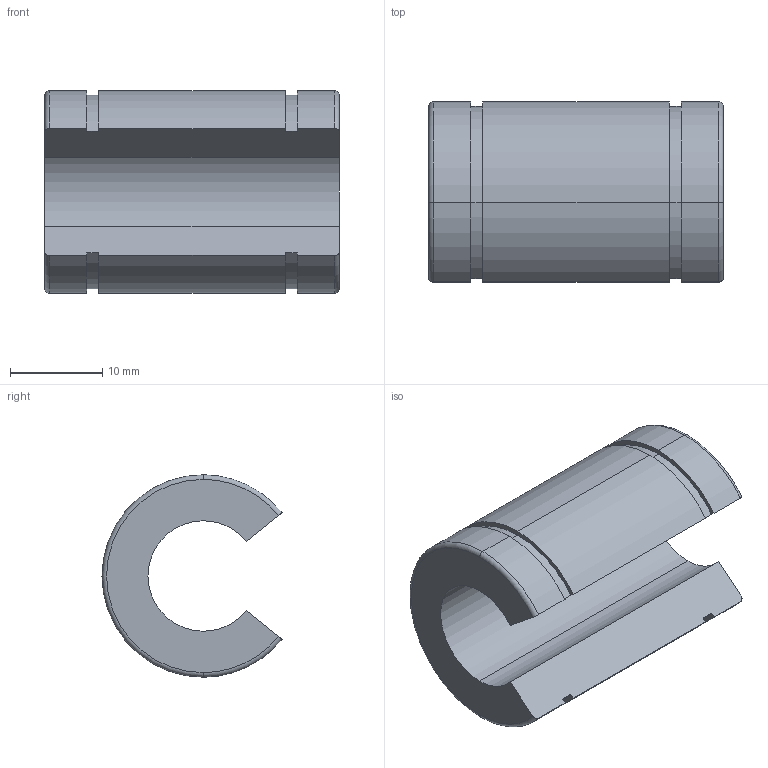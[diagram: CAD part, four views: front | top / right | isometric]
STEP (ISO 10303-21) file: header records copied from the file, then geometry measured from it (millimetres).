
FILE_DESCRIPTION (( 'STEP AP203' ), '1' );
FILE_NAME ('LME12UU-OP.STEP', '2014-08-13T07:43:11', ( 'Ovidiu Buiga' ), ( '' ), 'SwSTEP 2.0', 'SolidWorks 2010', '' );
FILE_SCHEMA (( 'CONFIG_CONTROL_DESIGN' ));
Length unit declared in the file: millimetre
Products named in the file (1): LME12UU-OP
Bounding box: 32 x 19.57 x 22 mm (x, y, z)
Volume: 6629.7 mm3; surface area: 3494.1 mm2
Topology: 1 solids, 1 shells, 32 faces, 86 edges, 56 vertices
Faces by surface type: cylinder 18, plane 8, torus 6
Entity records: 1113 total; most frequent: CARTESIAN_POINT 195, DIRECTION 194, ORIENTED_EDGE 172, EDGE_CURVE 86, AXIS2_PLACEMENT_3D 79, VERTEX_POINT 56, CIRCLE 46, VECTOR 36
